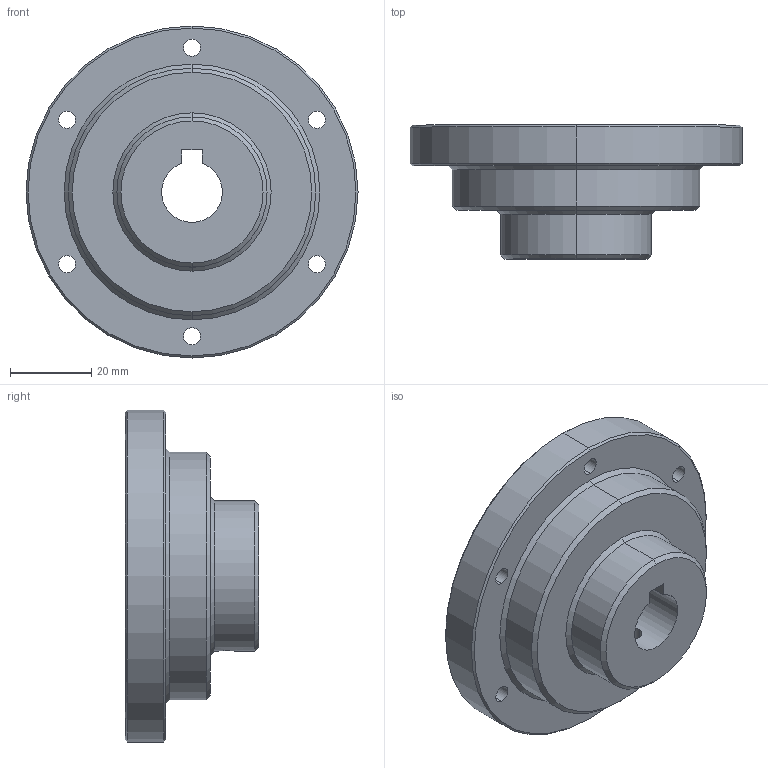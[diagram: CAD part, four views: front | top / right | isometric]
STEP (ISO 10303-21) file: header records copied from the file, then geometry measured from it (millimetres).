
FILE_DESCRIPTION (( 'STEP AP214' ), '1' );
FILE_NAME ('FFBeast Quick Release Adapter.STEP', '2025-04-06T21:44:24', ( '' ), ( '' ), 'SwSTEP 2.0', 'SolidWorks 2022', '' );
FILE_SCHEMA (( 'AUTOMOTIVE_DESIGN' ));
Length unit declared in the file: millimetre
Products named in the file (1): FFBeast Quick Release Adapter
Bounding box: 81.8 x 33 x 81.8 mm (x, y, z)
Volume: 58678 mm3; surface area: 19285 mm2
Topology: 1 solids, 1 shells, 57 faces, 133 edges, 80 vertices
Faces by surface type: cone 28, cylinder 21, plane 8
Entity records: 1795 total; most frequent: CARTESIAN_POINT 385, DIRECTION 311, ORIENTED_EDGE 266, EDGE_CURVE 133, AXIS2_PLACEMENT_3D 126, VERTEX_POINT 80, EDGE_LOOP 75, CIRCLE 68
